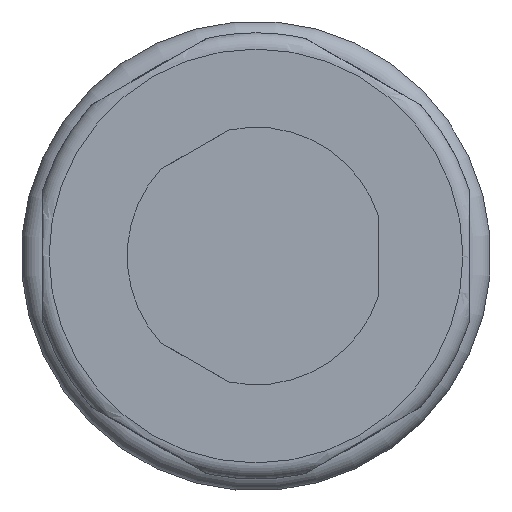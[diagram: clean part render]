
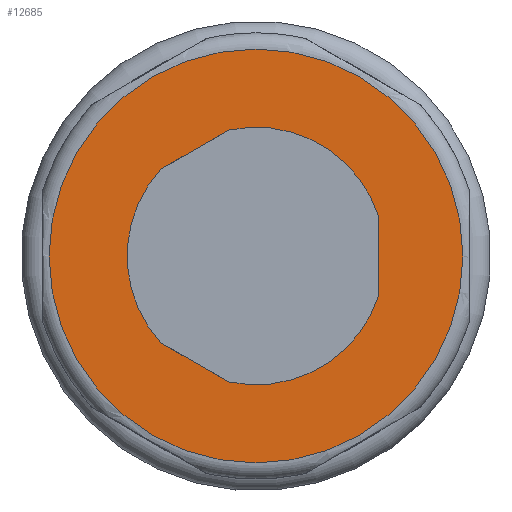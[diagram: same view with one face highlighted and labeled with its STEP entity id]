
A CAD part, left-side view. The second image highlights one B-rep face of the part: STEP entity #12685.
In plain terms, the highlighted planar face has unit normal (-1, 0, 0).
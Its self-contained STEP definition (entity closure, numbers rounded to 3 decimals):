
#371=PLANE('',#13457);
#666=FACE_BOUND('',#1448,.T.);
#729=FACE_OUTER_BOUND('',#1447,.T.);
#1447=EDGE_LOOP('',(#8279,#8280));
#1448=EDGE_LOOP('',(#8281,#8282,#8283,#8284,#8285,#8286));
#2229=CIRCLE('',#13458,10.2);
#2230=CIRCLE('',#13459,10.2);
#2231=CIRCLE('',#13460,6.35);
#2232=CIRCLE('',#13461,6.35);
#2233=CIRCLE('',#13462,6.35);
#3393=LINE('',#21409,#4110);
#3394=LINE('',#21413,#4111);
#3395=LINE('',#21417,#4112);
#4110=VECTOR('',#14150,10.);
#4111=VECTOR('',#14153,10.);
#4112=VECTOR('',#14156,10.);
#5022=VERTEX_POINT('',#21403);
#5023=VERTEX_POINT('',#21404);
#5024=VERTEX_POINT('',#21407);
#5025=VERTEX_POINT('',#21408);
#5026=VERTEX_POINT('',#21410);
#5027=VERTEX_POINT('',#21412);
#5028=VERTEX_POINT('',#21414);
#5029=VERTEX_POINT('',#21416);
#6328=EDGE_CURVE('',#5022,#5023,#2229,.T.);
#6329=EDGE_CURVE('',#5023,#5022,#2230,.T.);
#6330=EDGE_CURVE('',#5024,#5025,#3393,.T.);
#6331=EDGE_CURVE('',#5025,#5026,#2231,.T.);
#6332=EDGE_CURVE('',#5026,#5027,#3394,.T.);
#6333=EDGE_CURVE('',#5027,#5028,#2232,.T.);
#6334=EDGE_CURVE('',#5028,#5029,#3395,.T.);
#6335=EDGE_CURVE('',#5029,#5024,#2233,.T.);
#8279=ORIENTED_EDGE('',*,*,#6328,.F.);
#8280=ORIENTED_EDGE('',*,*,#6329,.F.);
#8281=ORIENTED_EDGE('',*,*,#6330,.T.);
#8282=ORIENTED_EDGE('',*,*,#6331,.T.);
#8283=ORIENTED_EDGE('',*,*,#6332,.T.);
#8284=ORIENTED_EDGE('',*,*,#6333,.T.);
#8285=ORIENTED_EDGE('',*,*,#6334,.T.);
#8286=ORIENTED_EDGE('',*,*,#6335,.T.);
#12685=ADVANCED_FACE('',(#729,#666),#371,.T.);
#13457=AXIS2_PLACEMENT_3D('',#21402,#14144,#14145);
#13458=AXIS2_PLACEMENT_3D('',#21405,#14146,#14147);
#13459=AXIS2_PLACEMENT_3D('',#21406,#14148,#14149);
#13460=AXIS2_PLACEMENT_3D('',#21411,#14151,#14152);
#13461=AXIS2_PLACEMENT_3D('',#21415,#14154,#14155);
#13462=AXIS2_PLACEMENT_3D('',#21418,#14157,#14158);
#14144=DIRECTION('center_axis',(-1.,0.,0.));
#14145=DIRECTION('ref_axis',(0.,0.,1.));
#14146=DIRECTION('center_axis',(1.,0.,0.));
#14147=DIRECTION('ref_axis',(0.,-1.,0.));
#14148=DIRECTION('center_axis',(1.,0.,0.));
#14149=DIRECTION('ref_axis',(0.,-1.,0.));
#14150=DIRECTION('',(0.,0.866,0.5));
#14151=DIRECTION('center_axis',(1.,0.,0.));
#14152=DIRECTION('ref_axis',(0.,-0.739,-0.673));
#14153=DIRECTION('',(0.,-0.866,0.5));
#14154=DIRECTION('center_axis',(1.,0.,0.));
#14155=DIRECTION('ref_axis',(0.,0.953,-0.304));
#14156=DIRECTION('',(0.,0.,-1.));
#14157=DIRECTION('center_axis',(1.,0.,0.));
#14158=DIRECTION('ref_axis',(0.,-0.213,0.977));
#21402=CARTESIAN_POINT('Origin',(0.,8.525,0.));
#21403=CARTESIAN_POINT('',(0.,10.2,0.));
#21404=CARTESIAN_POINT('',(0.,0.,10.2));
#21405=CARTESIAN_POINT('Origin',(0.,0.,0.));
#21406=CARTESIAN_POINT('Origin',(0.,0.,0.));
#21407=CARTESIAN_POINT('',(0.,1.355,-6.204));
#21408=CARTESIAN_POINT('',(0.,4.695,-4.275));
#21409=CARTESIAN_POINT('',(0.,7.057,-2.912));
#21410=CARTESIAN_POINT('',(0.,4.695,4.275));
#21411=CARTESIAN_POINT('Origin',(0.,0.,0.));
#21412=CARTESIAN_POINT('',(0.,1.355,6.204));
#21413=CARTESIAN_POINT('',(0.,5.387,3.876));
#21414=CARTESIAN_POINT('',(0.,-6.05,1.929));
#21415=CARTESIAN_POINT('Origin',(0.,0.,0.));
#21416=CARTESIAN_POINT('',(0.,-6.05,-1.929));
#21417=CARTESIAN_POINT('',(0.,-6.05,-0.964));
#21418=CARTESIAN_POINT('Origin',(0.,0.,0.));
